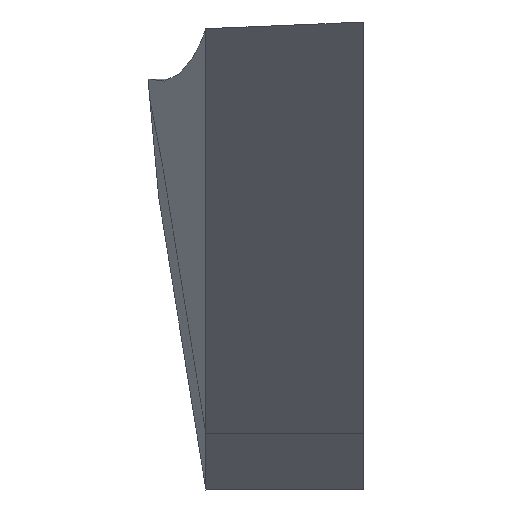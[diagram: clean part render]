
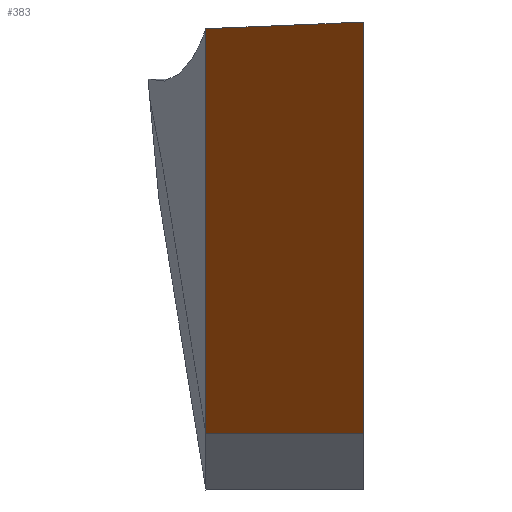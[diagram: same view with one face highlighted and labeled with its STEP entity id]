
A CAD part, left-side view. The second image highlights one B-rep face of the part: STEP entity #383.
In plain terms, the highlighted planar face has unit normal (-0.707, 0, -0.707).
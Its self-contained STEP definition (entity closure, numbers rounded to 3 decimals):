
#24 = VERTEX_POINT('',#25);
#25 = CARTESIAN_POINT('',(8750.,561.397,
    -9548.656));
#32 = PLANE('',#33);
#33 = AXIS2_PLACEMENT_3D('',#34,#35,#36);
#34 = CARTESIAN_POINT('',(13505.74,280.699,
    -14304.395));
#35 = DIRECTION('',(-0.707,0.,-0.707)
  );
#36 = DIRECTION('',(-0.707,0.,0.707));
#81 = VERTEX_POINT('',#82);
#82 = CARTESIAN_POINT('',(8750.,0.,
    -9548.656));
#95 = PLANE('',#96);
#96 = AXIS2_PLACEMENT_3D('',#97,#98,#99);
#97 = CARTESIAN_POINT('',(8850.,0.,
    -13320.));
#98 = DIRECTION('',(0.,-1.,0.));
#99 = DIRECTION('',(0.,0.,-1.));
#106 = EDGE_CURVE('',#81,#24,#107,.T.);
#107 = SURFACE_CURVE('',#108,(#112,#119),.PCURVE_S1.);
#108 = LINE('',#109,#110);
#109 = CARTESIAN_POINT('',(8750.,344.099,
    -9548.656));
#110 = VECTOR('',#111,1.);
#111 = DIRECTION('',(0.,1.,0.));
#112 = PCURVE('',#32,#113);
#113 = DEFINITIONAL_REPRESENTATION('',(#114),#118);
#114 = LINE('',#115,#116);
#115 = CARTESIAN_POINT('',(6725.631,63.401));
#116 = VECTOR('',#117,1.);
#117 = DIRECTION('',(0.,1.));
#118 = ( GEOMETRIC_REPRESENTATION_CONTEXT(2) 
PARAMETRIC_REPRESENTATION_CONTEXT() REPRESENTATION_CONTEXT('2D SPACE',''
  ) );
#119 = PCURVE('',#120,#125);
#120 = PLANE('',#121);
#121 = AXIS2_PLACEMENT_3D('',#122,#123,#124);
#122 = CARTESIAN_POINT('',(13505.74,280.699,
    -14304.395));
#123 = DIRECTION('',(-0.707,0.,-0.707
    ));
#124 = DIRECTION('',(-0.707,0.,0.707));
#125 = DEFINITIONAL_REPRESENTATION('',(#126),#130);
#126 = LINE('',#127,#128);
#127 = CARTESIAN_POINT('',(6725.631,63.401));
#128 = VECTOR('',#129,1.);
#129 = DIRECTION('',(0.,1.));
#130 = ( GEOMETRIC_REPRESENTATION_CONTEXT(2) 
PARAMETRIC_REPRESENTATION_CONTEXT() REPRESENTATION_CONTEXT('2D SPACE',''
  ) );
#199 = PLANE('',#200);
#200 = AXIS2_PLACEMENT_3D('',#201,#202,#203);
#201 = CARTESIAN_POINT('',(14444.424,863.862,
    -13365.711));
#202 = DIRECTION('',(-0.157,0.975,-0.157));
#203 = DIRECTION('',(-0.707,0.,0.707)
  );
#383 = ADVANCED_FACE('',(#384),#120,.T.);
#384 = FACE_BOUND('',#385,.T.);
#385 = EDGE_LOOP('',(#386,#409,#410,#433));
#386 = ORIENTED_EDGE('',*,*,#387,.T.);
#387 = EDGE_CURVE('',#388,#24,#390,.T.);
#388 = VERTEX_POINT('',#389);
#389 = CARTESIAN_POINT('',(7310.853,561.397,
    -8109.509));
#390 = SURFACE_CURVE('',#391,(#395,#402),.PCURVE_S1.);
#391 = LINE('',#392,#393);
#392 = CARTESIAN_POINT('',(13505.74,561.397,
    -14304.395));
#393 = VECTOR('',#394,1.);
#394 = DIRECTION('',(0.707,0.,-0.707)
  );
#395 = PCURVE('',#120,#396);
#396 = DEFINITIONAL_REPRESENTATION('',(#397),#401);
#397 = LINE('',#398,#399);
#398 = CARTESIAN_POINT('',(0.,280.699));
#399 = VECTOR('',#400,1.);
#400 = DIRECTION('',(-1.,0.));
#401 = ( GEOMETRIC_REPRESENTATION_CONTEXT(2) 
PARAMETRIC_REPRESENTATION_CONTEXT() REPRESENTATION_CONTEXT('2D SPACE',''
  ) );
#402 = PCURVE('',#199,#403);
#403 = DEFINITIONAL_REPRESENTATION('',(#404),#408);
#404 = LINE('',#405,#406);
#405 = CARTESIAN_POINT('',(0.,-1361.522));
#406 = VECTOR('',#407,1.);
#407 = DIRECTION('',(-1.,0.));
#408 = ( GEOMETRIC_REPRESENTATION_CONTEXT(2) 
PARAMETRIC_REPRESENTATION_CONTEXT() REPRESENTATION_CONTEXT('2D SPACE',''
  ) );
#409 = ORIENTED_EDGE('',*,*,#106,.F.);
#410 = ORIENTED_EDGE('',*,*,#411,.F.);
#411 = EDGE_CURVE('',#412,#81,#414,.T.);
#412 = VERTEX_POINT('',#413);
#413 = CARTESIAN_POINT('',(7287.143,0.,
    -8085.799));
#414 = SURFACE_CURVE('',#415,(#419,#426),.PCURVE_S1.);
#415 = LINE('',#416,#417);
#416 = CARTESIAN_POINT('',(12095.706,0.,
    -12894.361));
#417 = VECTOR('',#418,1.);
#418 = DIRECTION('',(0.707,0.,-0.707)
  );
#419 = PCURVE('',#120,#420);
#420 = DEFINITIONAL_REPRESENTATION('',(#421),#425);
#421 = LINE('',#422,#423);
#422 = CARTESIAN_POINT('',(1994.089,-280.699));
#423 = VECTOR('',#424,1.);
#424 = DIRECTION('',(-1.,0.));
#425 = ( GEOMETRIC_REPRESENTATION_CONTEXT(2) 
PARAMETRIC_REPRESENTATION_CONTEXT() REPRESENTATION_CONTEXT('2D SPACE',''
  ) );
#426 = PCURVE('',#95,#427);
#427 = DEFINITIONAL_REPRESENTATION('',(#428),#432);
#428 = LINE('',#429,#430);
#429 = CARTESIAN_POINT('',(-425.639,3245.706));
#430 = VECTOR('',#431,1.);
#431 = DIRECTION('',(0.707,0.707));
#432 = ( GEOMETRIC_REPRESENTATION_CONTEXT(2) 
PARAMETRIC_REPRESENTATION_CONTEXT() REPRESENTATION_CONTEXT('2D SPACE',''
  ) );
#433 = ORIENTED_EDGE('',*,*,#434,.T.);
#434 = EDGE_CURVE('',#412,#388,#435,.T.);
#435 = SURFACE_CURVE('',#436,(#441,#452),.PCURVE_S1.);
#436 = ELLIPSE('',#437,65310.018,4024.953);
#437 = AXIS2_PLACEMENT_3D('',#438,#439,#440);
#438 = CARTESIAN_POINT('',(3473.344,58353.307,
    -4272.));
#439 = DIRECTION('',(0.707,0.,0.707));
#440 = DIRECTION('',(0.044,-0.998,
    -0.044));
#441 = PCURVE('',#120,#442);
#442 = DEFINITIONAL_REPRESENTATION('',(#443),#451);
#443 = ( BOUNDED_CURVE() B_SPLINE_CURVE(2,(#444,#445,#446,#447,#448,#449
,#450),.UNSPECIFIED.,.F.,.F.) B_SPLINE_CURVE_WITH_KNOTS((1,2,2,2,2,1),(
    -2.094,0.,2.094,4.189,6.283,
8.378),.UNSPECIFIED.) CURVE() GEOMETRIC_REPRESENTATION_ITEM() 
RATIONAL_B_SPLINE_CURVE((1.,0.5,1.,0.5,1.,0.5,1.)) REPRESENTATION_ITEM(
  '') );
#444 = CARTESIAN_POINT('',(10155.331,-7112.793));
#445 = CARTESIAN_POINT('',(3197.21,-6682.337));
#446 = CARTESIAN_POINT('',(12725.198,90880.536));
#447 = CARTESIAN_POINT('',(22253.186,188443.409));
#448 = CARTESIAN_POINT('',(19683.319,90450.08));
#449 = CARTESIAN_POINT('',(17113.452,-7543.249));
#450 = CARTESIAN_POINT('',(10155.331,-7112.793));
#451 = ( GEOMETRIC_REPRESENTATION_CONTEXT(2) 
PARAMETRIC_REPRESENTATION_CONTEXT() REPRESENTATION_CONTEXT('2D SPACE',''
  ) );
#452 = PCURVE('',#453,#458);
#453 = CYLINDRICAL_SURFACE('',#454,4024.953);
#454 = AXIS2_PLACEMENT_3D('',#455,#456,#457);
#455 = CARTESIAN_POINT('',(8513.433,744.829,-4272.
    ));
#456 = DIRECTION('',(0.087,-0.996,0.));
#457 = DIRECTION('',(-0.996,-0.087,0.));
#458 = DEFINITIONAL_REPRESENTATION('',(#459),#485);
#459 = B_SPLINE_CURVE_WITH_KNOTS('',3,(#460,#461,#462,#463,#464,#465,
    #466,#467,#468,#469,#470,#471,#472,#473,#474,#475,#476,#477,#478,
    #479,#480,#481,#482,#483,#484),.UNSPECIFIED.,.F.,.F.,(4,1,1,1,1,1,1,
    1,1,1,1,1,1,1,1,1,1,1,1,1,1,1,4),(0.458,0.459,
    0.46,0.461,0.462,0.462,
    0.463,0.464,0.465,0.466,
    0.467,0.468,0.468,0.469,
    0.47,0.471,0.472,0.473,
    0.474,0.475,0.475,0.476,
    0.477),.UNSPECIFIED.);
#460 = CARTESIAN_POINT('',(1.245,635.116));
#461 = CARTESIAN_POINT('',(1.246,626.833));
#462 = CARTESIAN_POINT('',(1.246,610.251));
#463 = CARTESIAN_POINT('',(1.247,585.335));
#464 = CARTESIAN_POINT('',(1.248,560.376));
#465 = CARTESIAN_POINT('',(1.249,535.373));
#466 = CARTESIAN_POINT('',(1.25,510.327));
#467 = CARTESIAN_POINT('',(1.251,485.238));
#468 = CARTESIAN_POINT('',(1.251,460.105));
#469 = CARTESIAN_POINT('',(1.252,434.929));
#470 = CARTESIAN_POINT('',(1.253,409.71));
#471 = CARTESIAN_POINT('',(1.254,384.448));
#472 = CARTESIAN_POINT('',(1.255,359.142));
#473 = CARTESIAN_POINT('',(1.256,333.793));
#474 = CARTESIAN_POINT('',(1.257,308.401));
#475 = CARTESIAN_POINT('',(1.258,282.965));
#476 = CARTESIAN_POINT('',(1.258,257.487));
#477 = CARTESIAN_POINT('',(1.259,231.965));
#478 = CARTESIAN_POINT('',(1.26,206.4));
#479 = CARTESIAN_POINT('',(1.261,180.792));
#480 = CARTESIAN_POINT('',(1.262,155.141));
#481 = CARTESIAN_POINT('',(1.263,129.447));
#482 = CARTESIAN_POINT('',(1.264,103.709));
#483 = CARTESIAN_POINT('',(1.264,86.522));
#484 = CARTESIAN_POINT('',(1.264,77.922));
#485 = ( GEOMETRIC_REPRESENTATION_CONTEXT(2) 
PARAMETRIC_REPRESENTATION_CONTEXT() REPRESENTATION_CONTEXT('2D SPACE',''
  ) );
